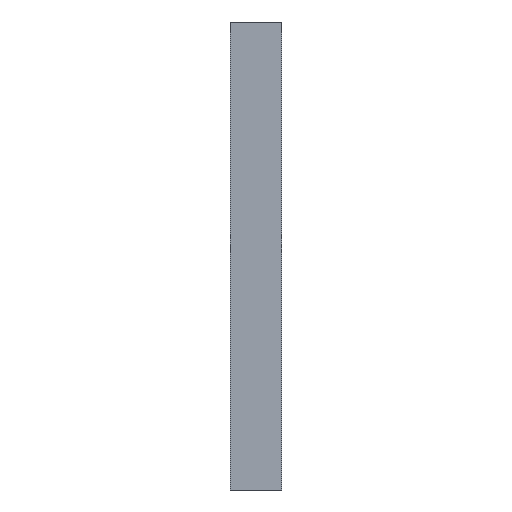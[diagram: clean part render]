
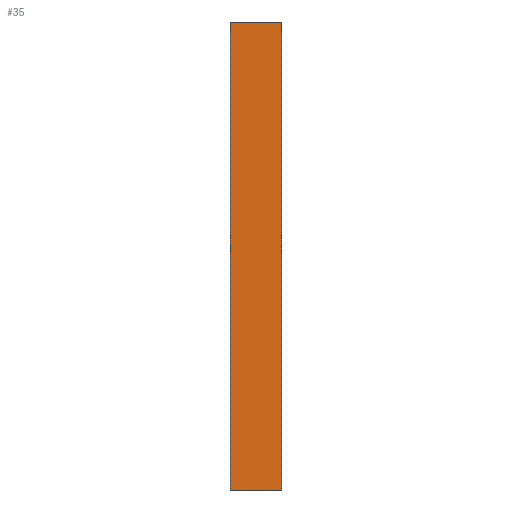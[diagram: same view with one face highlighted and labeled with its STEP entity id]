
A CAD part, left-side view. The second image highlights one B-rep face of the part: STEP entity #35.
In plain terms, the highlighted planar face has unit normal (-1, 0, 0).
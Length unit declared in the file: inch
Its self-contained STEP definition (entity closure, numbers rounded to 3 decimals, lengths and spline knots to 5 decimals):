
#35 = ADVANCED_FACE ( 'NONE', ( #132 ), #963, .T. ) ;
#98 = LINE ( 'NONE', #659, #250 ) ;
#103 = EDGE_CURVE ( 'NONE', #471, #429, #98, .T. ) ;
#107 = EDGE_CURVE ( 'NONE', #358, #429, #257, .T. ) ;
#130 = VECTOR ( 'NONE', #782, 39.37008 ) ;
#131 = EDGE_CURVE ( 'NONE', #352, #471, #158, .T. ) ;
#132 = FACE_OUTER_BOUND ( 'NONE', #432, .T. ) ;
#158 = LINE ( 'NONE', #771, #130 ) ;
#191 = EDGE_CURVE ( 'NONE', #352, #358, #223, .T. ) ;
#208 = VECTOR ( 'NONE', #904, 39.37008 ) ;
#223 = LINE ( 'NONE', #956, #208 ) ;
#225 = VECTOR ( 'NONE', #725, 39.37008 ) ;
#250 = VECTOR ( 'NONE', #793, 39.37008 ) ;
#257 = LINE ( 'NONE', #803, #225 ) ;
#352 = VERTEX_POINT ( 'NONE', #893 ) ;
#358 = VERTEX_POINT ( 'NONE', #916 ) ;
#409 = ORIENTED_EDGE ( 'NONE', *, *, #107, .F. ) ;
#429 = VERTEX_POINT ( 'NONE', #1008 ) ;
#432 = EDGE_LOOP ( 'NONE', ( #409, #595, #576, #578 ) ) ;
#471 = VERTEX_POINT ( 'NONE', #1029 ) ;
#576 = ORIENTED_EDGE ( 'NONE', *, *, #131, .T. ) ;
#578 = ORIENTED_EDGE ( 'NONE', *, *, #103, .T. ) ;
#595 = ORIENTED_EDGE ( 'NONE', *, *, #191, .F. ) ;
#638 = AXIS2_PLACEMENT_3D ( 'NONE', #948, #957, #946 ) ;
#659 = CARTESIAN_POINT ( 'NONE',  ( -2.46063, -0.03937, 0. ) ) ;
#725 = DIRECTION ( 'NONE',  ( 0., 0., 1. ) ) ;
#771 = CARTESIAN_POINT ( 'NONE',  ( -2.46063, -0.03937, 0. ) ) ;
#782 = DIRECTION ( 'NONE',  ( 0., 0., 1. ) ) ;
#793 = DIRECTION ( 'NONE',  ( 0., 1., 0. ) ) ;
#803 = CARTESIAN_POINT ( 'NONE',  ( -2.46063, 0., 0. ) ) ;
#893 = CARTESIAN_POINT ( 'NONE',  ( -2.46063, -0.03937, -0.35433 ) ) ;
#904 = DIRECTION ( 'NONE',  ( 0., 1., 0. ) ) ;
#916 = CARTESIAN_POINT ( 'NONE',  ( -2.46063, 0., -0.35433 ) ) ;
#946 = DIRECTION ( 'NONE',  ( 0., 0., 1. ) ) ;
#948 = CARTESIAN_POINT ( 'NONE',  ( -2.46063, -0.03937, 0. ) ) ;
#956 = CARTESIAN_POINT ( 'NONE',  ( -2.46063, -0.03937, -0.35433 ) ) ;
#957 = DIRECTION ( 'NONE',  ( -1., 0., 0. ) ) ;
#963 = PLANE ( 'NONE',  #638 ) ;
#1008 = CARTESIAN_POINT ( 'NONE',  ( -2.46063, 0., 0. ) ) ;
#1029 = CARTESIAN_POINT ( 'NONE',  ( -2.46063, -0.03937, 0. ) ) ;
